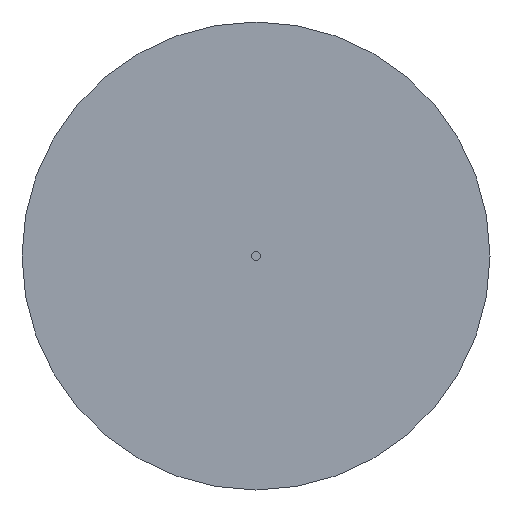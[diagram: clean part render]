
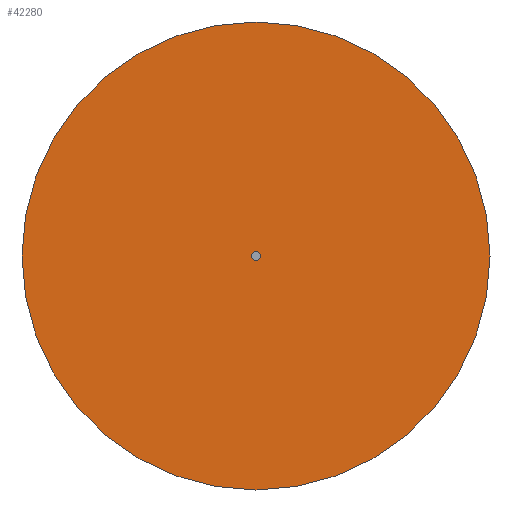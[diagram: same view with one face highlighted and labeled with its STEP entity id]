
A CAD part, front view. The second image highlights one B-rep face of the part: STEP entity #42280.
In plain terms, the highlighted planar face has unit normal (0, -1, 0).
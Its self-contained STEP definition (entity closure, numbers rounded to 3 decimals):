
#12232 = CARTESIAN_POINT ( 'NONE',  ( 0., 0., 0. ) ) ;
#17988 = VERTEX_POINT ( 'NONE', #32558 ) ;
#18827 = CARTESIAN_POINT ( 'NONE',  ( 0., 0., 525. ) ) ;
#20489 = AXIS2_PLACEMENT_3D ( 'NONE', #29477, #50014, #58388 ) ;
#29477 = CARTESIAN_POINT ( 'NONE',  ( 0., 0., 0. ) ) ;
#32558 = CARTESIAN_POINT ( 'NONE',  ( 0., 0., 10.25 ) ) ;
#34201 = DIRECTION ( 'NONE',  ( 0., 0., 1. ) ) ;
#38523 = CIRCLE ( 'NONE', #52735, 10.25 ) ;
#42280 = ADVANCED_FACE ( 'NONE', ( #54553, #63496 ), #105858, .T. ) ;
#50014 = DIRECTION ( 'NONE',  ( 0., -1., 0. ) ) ;
#52735 = AXIS2_PLACEMENT_3D ( 'NONE', #76032, #58726, #34201 ) ;
#54553 = FACE_BOUND ( 'NONE', #81122, .T. ) ;
#55730 = ORIENTED_EDGE ( 'NONE', *, *, #101968, .T. ) ;
#55791 = AXIS2_PLACEMENT_3D ( 'NONE', #12232, #104858, #63558 ) ;
#58388 = DIRECTION ( 'NONE',  ( 0., 0., 1. ) ) ;
#58726 = DIRECTION ( 'NONE',  ( 0., -1., 0. ) ) ;
#61142 = CIRCLE ( 'NONE', #55791, 525. ) ;
#63471 = VERTEX_POINT ( 'NONE', #18827 ) ;
#63496 = FACE_OUTER_BOUND ( 'NONE', #79303, .T. ) ;
#63558 = DIRECTION ( 'NONE',  ( 0., 0., 1. ) ) ;
#68407 = EDGE_CURVE ( 'NONE', #17988, #17988, #38523, .T. ) ;
#76032 = CARTESIAN_POINT ( 'NONE',  ( 0., 0., 0. ) ) ;
#79303 = EDGE_LOOP ( 'NONE', ( #55730 ) ) ;
#81122 = EDGE_LOOP ( 'NONE', ( #100639 ) ) ;
#100639 = ORIENTED_EDGE ( 'NONE', *, *, #68407, .F. ) ;
#101968 = EDGE_CURVE ( 'NONE', #63471, #63471, #61142, .T. ) ;
#104858 = DIRECTION ( 'NONE',  ( 0., -1., 0. ) ) ;
#105858 = PLANE ( 'NONE',  #20489 ) ;
